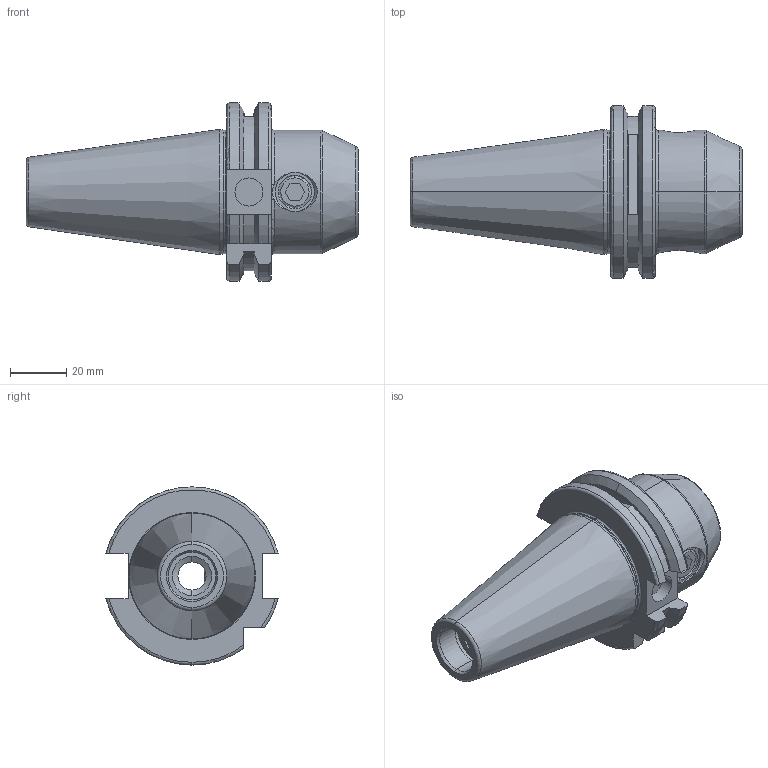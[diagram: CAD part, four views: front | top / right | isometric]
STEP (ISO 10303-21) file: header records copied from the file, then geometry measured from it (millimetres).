
FILE_DESCRIPTION (( 'STEP AP203' ), '1' );
FILE_NAME ('91406-WE114050.STEP', '2016-11-29T06:42:04', ( '' ), ( '' ), 'SwSTEP 2.0', 'SolidWorks 2009', '' );
FILE_SCHEMA (( 'CONFIG_CONTROL_DESIGN' ));
Length unit declared in the file: millimetre
Products named in the file (3): SK40 EM 14 050 WW; M12X16_ISO 4026 - M12 x 12-N; 91406-WE114050
Assembly tree (2 placements, depth 2):
  91406-WE114050
    SK40 EM 14 050 WW
    M12X16_ISO 4026 - M12 x 12-N
Bounding box: 118.4 x 61.48 x 63.55 mm (x, y, z)
Volume: 137091.6 mm3; surface area: 26754.4 mm2
Topology: 2 solids, 2 shells, 125 faces, 304 edges, 190 vertices
Faces by surface type: cylinder 36, plane 36, cone 26, torus 23, sphere 2, bspline 2
Entity records: 4355 total; most frequent: CARTESIAN_POINT 1104, DIRECTION 658, ORIENTED_EDGE 598, EDGE_CURVE 299, AXIS2_PLACEMENT_3D 269, VERTEX_POINT 187, CIRCLE 141, EDGE_LOOP 138
